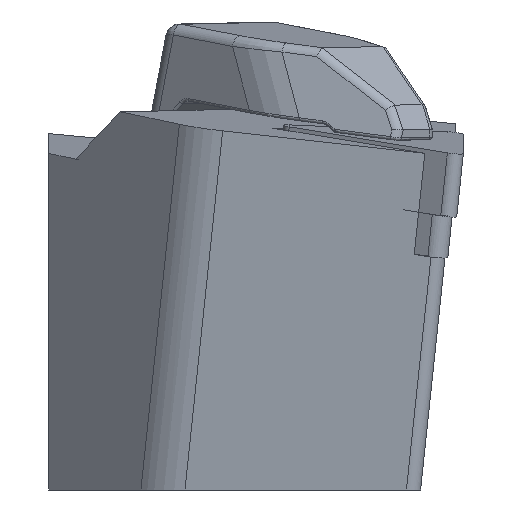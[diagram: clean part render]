
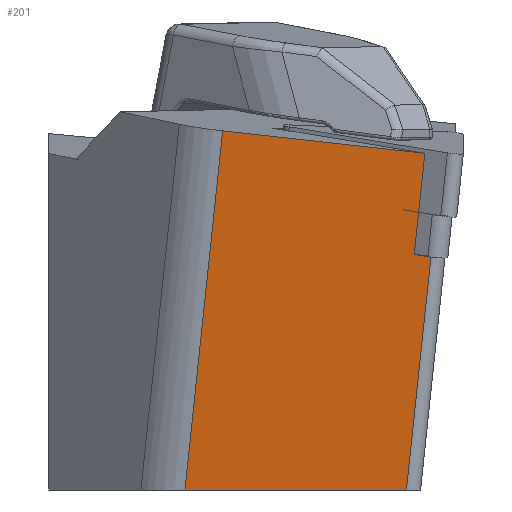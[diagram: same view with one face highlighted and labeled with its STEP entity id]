
A CAD part, left-side view. The second image highlights one B-rep face of the part: STEP entity #201.
In plain terms, the highlighted planar face has unit normal (-0.993, 0.063, -0.098).
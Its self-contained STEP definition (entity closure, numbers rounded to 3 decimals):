
#201=ADVANCED_FACE('',(#370),#321,.F.);
#321=PLANE('',#2068);
#370=FACE_OUTER_BOUND('',#484,.T.);
#484=EDGE_LOOP('',(#979,#980,#981,#982,#983,#984,#985));
#614=LINE('',#2909,#777);
#619=LINE('',#2923,#782);
#637=LINE('',#2959,#800);
#638=LINE('',#2962,#801);
#639=LINE('',#2963,#802);
#640=LINE('',#2965,#803);
#641=LINE('',#2967,#804);
#777=VECTOR('',#2299,1.);
#782=VECTOR('',#2310,1.);
#800=VECTOR('',#2338,1.);
#801=VECTOR('',#2339,1.);
#802=VECTOR('',#2340,1.);
#803=VECTOR('',#2341,1.);
#804=VECTOR('',#2342,1.);
#979=ORIENTED_EDGE('',*,*,#1736,.T.);
#980=ORIENTED_EDGE('',*,*,#1737,.T.);
#981=ORIENTED_EDGE('',*,*,#1711,.T.);
#982=ORIENTED_EDGE('',*,*,#1718,.F.);
#983=ORIENTED_EDGE('',*,*,#1738,.T.);
#984=ORIENTED_EDGE('',*,*,#1739,.F.);
#985=ORIENTED_EDGE('',*,*,#1740,.F.);
#1524=VERTEX_POINT('',#2905);
#1525=VERTEX_POINT('',#2908);
#1531=VERTEX_POINT('',#2922);
#1545=VERTEX_POINT('',#2960);
#1546=VERTEX_POINT('',#2961);
#1547=VERTEX_POINT('',#2964);
#1548=VERTEX_POINT('',#2966);
#1711=EDGE_CURVE('',#1524,#1525,#614,.T.);
#1718=EDGE_CURVE('',#1531,#1525,#619,.T.);
#1736=EDGE_CURVE('',#1545,#1546,#637,.T.);
#1737=EDGE_CURVE('',#1546,#1524,#638,.T.);
#1738=EDGE_CURVE('',#1531,#1547,#639,.T.);
#1739=EDGE_CURVE('',#1548,#1547,#640,.T.);
#1740=EDGE_CURVE('',#1545,#1548,#641,.T.);
#2068=AXIS2_PLACEMENT_3D('',#2968,#2343,#2344);
#2299=DIRECTION('',(-0.105,-0.104,0.989));
#2310=DIRECTION('',(-0.052,-0.993,-0.11));
#2338=DIRECTION('',(0.052,0.993,0.11));
#2339=DIRECTION('',(-0.105,-0.104,0.989));
#2340=DIRECTION('',(0.105,0.104,-0.989));
#2341=DIRECTION('',(0.063,0.998,0.));
#2342=DIRECTION('',(0.105,0.104,-0.989));
#2343=DIRECTION('',(0.993,-0.063,0.098));
#2344=DIRECTION('',(0.099,0.,-0.995));
#2905=CARTESIAN_POINT('',(2.111,-27.657,-4.238));
#2908=CARTESIAN_POINT('',(1.644,-28.12,0.173));
#2909=CARTESIAN_POINT('',(1.398,-28.366,2.507));
#2922=CARTESIAN_POINT('',(2.437,-13.011,1.845));
#2923=CARTESIAN_POINT('',(1.579,-29.377,0.034));
#2959=CARTESIAN_POINT('',(2.377,-28.582,-7.522));
#2960=CARTESIAN_POINT('',(2.377,-28.582,-7.522));
#2961=CARTESIAN_POINT('',(2.443,-27.326,-7.383));
#2962=CARTESIAN_POINT('',(1.398,-28.366,2.507));
#2963=CARTESIAN_POINT('',(6.587,-8.884,-37.421));
#2964=CARTESIAN_POINT('',(5.274,-10.189,-25.));
#2965=CARTESIAN_POINT('',(4.325,-25.161,-25.));
#2966=CARTESIAN_POINT('',(4.224,-26.745,-25.));
#2967=CARTESIAN_POINT('',(5.728,-25.25,-39.232));
#2968=CARTESIAN_POINT('',(5.728,-25.25,-39.232));
